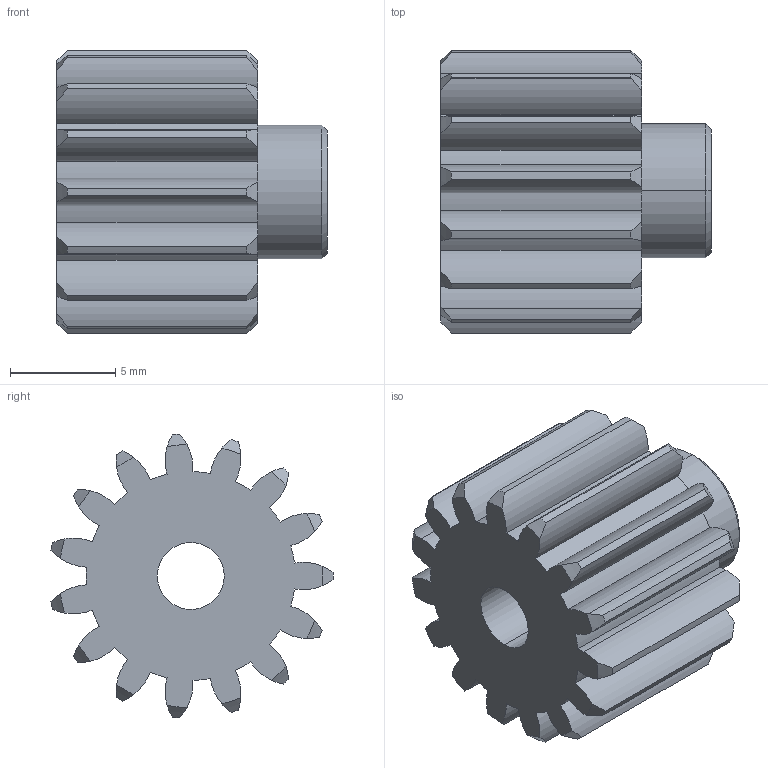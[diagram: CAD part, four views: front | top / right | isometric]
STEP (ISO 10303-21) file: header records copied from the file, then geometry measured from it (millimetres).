
FILE_DESCRIPTION (( 'STEP AP214' ), '1' );
FILE_NAME ('am-0040 Sun Gear, 15 Tooth, 32 dp.STEP', '2014-08-20T20:28:51', ( '' ), ( '' ), 'SwSTEP 2.0', 'SolidWorks 2014', '' );
FILE_SCHEMA (( 'AUTOMOTIVE_DESIGN' ));
Length unit declared in the file: inch
Products named in the file (1): am-0040 Sun Gear, 15 Tooth, 32 dp
Bounding box: 12.83 x 13.38 x 13.45 mm (x, y, z)
Volume: 1007 mm3; surface area: 1100.2 mm2
Topology: 1 solids, 1 shells, 103 faces, 298 edges, 198 vertices
Faces by surface type: cylinder 68, cone 32, plane 3
Entity records: 3978 total; most frequent: CARTESIAN_POINT 792, DIRECTION 606, ORIENTED_EDGE 596, EDGE_CURVE 298, AXIS2_PLACEMENT_3D 268, VERTEX_POINT 198, CIRCLE 164, EDGE_LOOP 106
